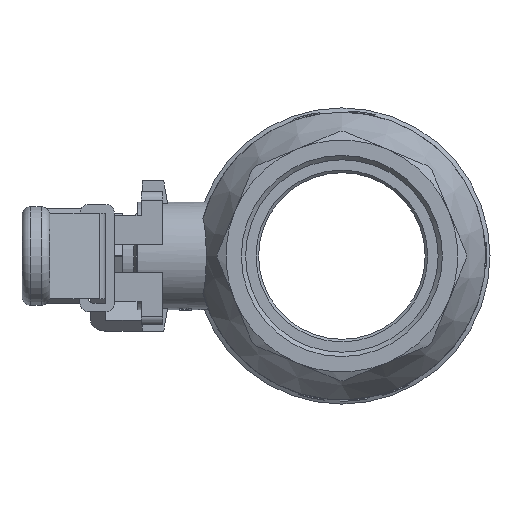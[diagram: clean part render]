
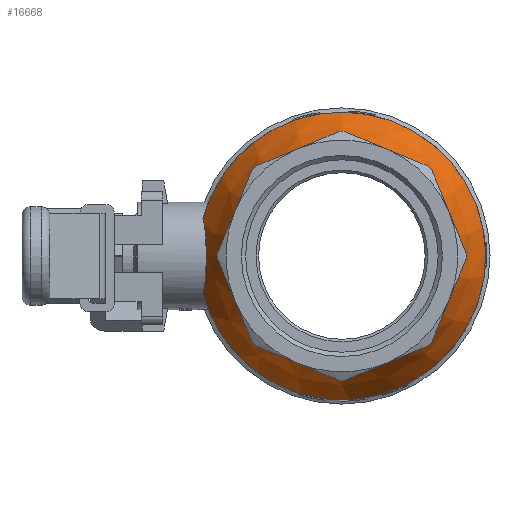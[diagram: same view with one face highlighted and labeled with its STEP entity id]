
A CAD part, left-side view. The second image highlights one B-rep face of the part: STEP entity #16668.
In plain terms, the highlighted conical face has half-angle 28.369 degrees and reference radius 26.75 mm.
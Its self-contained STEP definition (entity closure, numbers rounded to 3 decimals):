
#3308=B_SPLINE_CURVE_WITH_KNOTS('',3,(#26870,#26871,#26872,#26873,#26874,
#26875,#26876,#26877),.UNSPECIFIED.,.F.,.F.,(4,1,1,1,1,4),(0.,0.002,
0.005,0.01,0.014,0.019),
 .UNSPECIFIED.);
#3416=CONICAL_SURFACE('',#18175,26.75,0.495);
#4860=ORIENTED_EDGE('',*,*,#10010,.F.);
#4861=ORIENTED_EDGE('',*,*,#9594,.T.);
#4862=ORIENTED_EDGE('',*,*,#10068,.F.);
#9594=EDGE_CURVE('',#12201,#12202,#13953,.T.);
#10010=EDGE_CURVE('',#12201,#12202,#3308,.T.);
#10068=EDGE_CURVE('',#12674,#12674,#14011,.T.);
#12201=VERTEX_POINT('',#26020);
#12202=VERTEX_POINT('',#26021);
#12674=VERTEX_POINT('',#27021);
#13953=CIRCLE('',#17784,33.5);
#14011=CIRCLE('',#18176,26.75);
#14358=EDGE_LOOP('',(#4860,#4861));
#14359=EDGE_LOOP('',(#4862));
#15471=FACE_BOUND('',#14358,.T.);
#15472=FACE_BOUND('',#14359,.T.);
#16668=ADVANCED_FACE('',(#15471,#15472),#3416,.T.);
#17784=AXIS2_PLACEMENT_3D('',#26019,#20157,#20158);
#18175=AXIS2_PLACEMENT_3D('',#27019,#21016,#21017);
#18176=AXIS2_PLACEMENT_3D('',#27020,#21018,#21019);
#20157=DIRECTION('',(0.,-1.,0.));
#20158=DIRECTION('',(0.,0.,-1.));
#21016=DIRECTION('',(0.,1.,0.));
#21017=DIRECTION('',(1.,0.,0.));
#21018=DIRECTION('',(0.,-1.,0.));
#21019=DIRECTION('',(0.,0.,-1.));
#26019=CARTESIAN_POINT('',(0.,-9.,0.));
#26020=CARTESIAN_POINT('',(-8.675,-9.,32.357));
#26021=CARTESIAN_POINT('',(8.675,-9.,32.357));
#26870=CARTESIAN_POINT('',(-8.675,-9.,32.357));
#26871=CARTESIAN_POINT('',(-8.102,-9.552,32.202));
#26872=CARTESIAN_POINT('',(-6.868,-10.535,31.96));
#26873=CARTESIAN_POINT('',(-4.008,-12.032,31.668));
#26874=CARTESIAN_POINT('',(-0.005,-12.812,31.571));
#26875=CARTESIAN_POINT('',(4.805,-11.876,31.688));
#26876=CARTESIAN_POINT('',(7.53,-10.103,32.047));
#26877=CARTESIAN_POINT('',(8.675,-9.,32.357));
#27019=CARTESIAN_POINT('',(0.,-21.5,0.));
#27020=CARTESIAN_POINT('',(0.,-21.5,0.));
#27021=CARTESIAN_POINT('',(0.,-21.5,-26.75));
